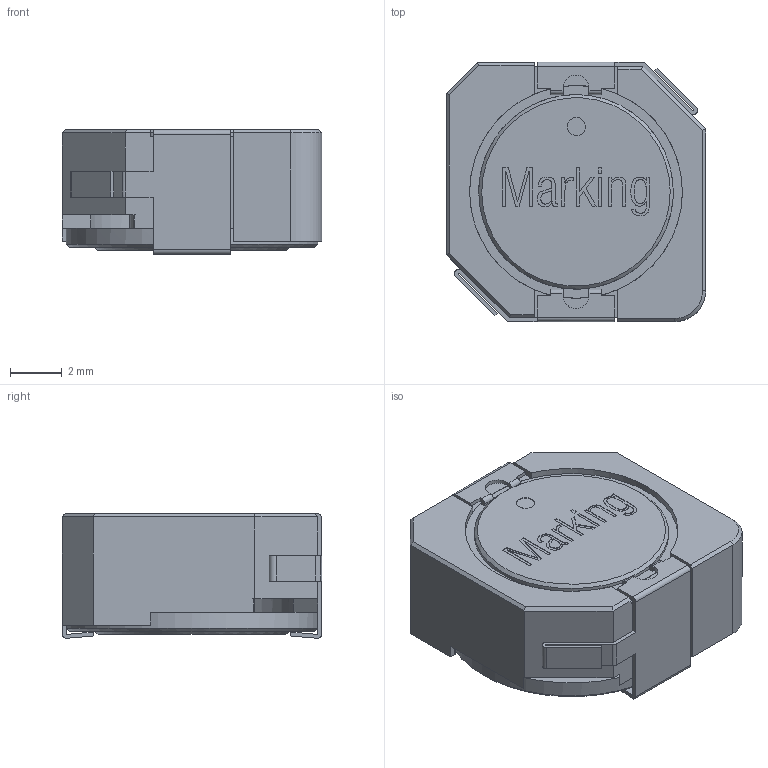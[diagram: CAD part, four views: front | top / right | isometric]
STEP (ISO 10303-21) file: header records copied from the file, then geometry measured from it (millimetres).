
FILE_DESCRIPTION(/* description */ (''),/* implementation_level */ '2;1');
FILE_NAME(/* name */ 'STE302F',/* time_stamp */ '2021-12-25T14:31:06-05:00',/* author */ (''),/* organization */ (''),/* preprocessor_version */ 'ST-DEVELOPER v16.5',/* originating_system */ '',/* authorisation */ '');
FILE_SCHEMA (('AUTOMOTIVE_DESIGN_CC2'));
Length unit declared in the file: millimetre
Products named in the file (6): Document; 7447714xx; shielding ring; core; base; glue
Assembly tree (6 placements, depth 3):
  Document
    7447714xx
      shielding ring
      core
      base  x2
      glue
Bounding box: 10 x 10 x 4.8 mm (x, y, z)
Volume: 306.1 mm3; surface area: 761.8 mm2
Topology: 5 solids, 5 shells, 255 faces, 681 edges, 452 vertices
Faces by surface type: plane 197, cylinder 42, bspline 16
Full cylindrical faces by diameter (mm): 0.7 x1, 4.8 x1, 7.5 x2, 8.2 x2, 9.7 x1
Entity records: 7292 total; most frequent: CARTESIAN_POINT 2516, ORIENTED_EDGE 1122, EDGE_CURVE 561, B_SPLINE_CURVE_WITH_KNOTS 486, VERTEX_POINT 372, EDGE_LOOP 233, DIRECTION 229, ADVANCED_FACE 213
